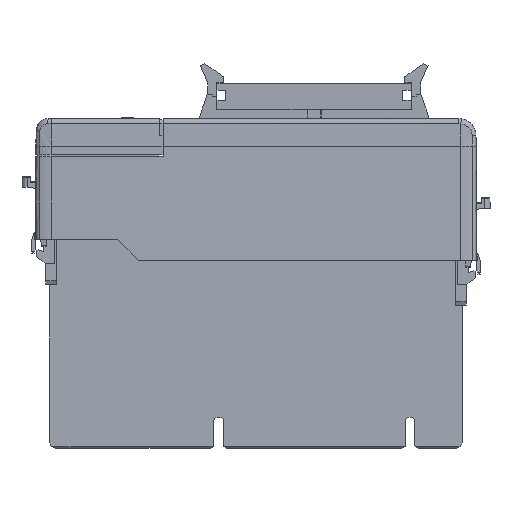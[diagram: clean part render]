
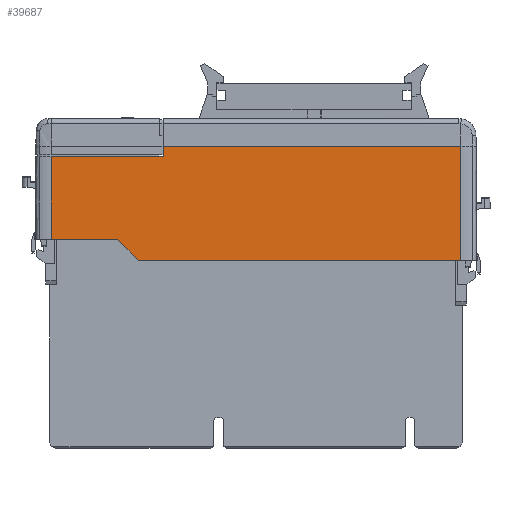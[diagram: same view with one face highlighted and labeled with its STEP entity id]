
A CAD part, left-side view. The second image highlights one B-rep face of the part: STEP entity #39687.
In plain terms, the highlighted planar face has unit normal (-1, 0, 0.009).
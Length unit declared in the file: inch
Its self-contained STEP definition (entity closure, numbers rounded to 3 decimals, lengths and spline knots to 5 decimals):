
#1995 = LINE ( 'NONE', #1996, #2316 ) ;
#1996 = CARTESIAN_POINT ( 'NONE',  ( 3.98844, 0., -4.69395 ) ) ;
#1997 = DIRECTION ( 'NONE',  ( 0., 1., 0. ) ) ;
#2316 = VECTOR ( 'NONE', #1997, 39.37008 ) ;
#4083 = CARTESIAN_POINT ( 'NONE',  ( 3.99053, 4.53994, -4.4538 ) ) ;
#4084 = CARTESIAN_POINT ( 'NONE',  ( 3.99053, 3.78174, -4.4538 ) ) ;
#4143 = CARTESIAN_POINT ( 'NONE',  ( 3.98844, 3.54158, -4.69395 ) ) ;
#4150 = CARTESIAN_POINT ( 'NONE',  ( 3.98844, -0.14835, -4.69395 ) ) ;
#5636 = VERTEX_POINT ( 'NONE', #4150 ) ;
#5638 = VERTEX_POINT ( 'NONE', #4143 ) ;
#5672 = VERTEX_POINT ( 'NONE', #4084 ) ;
#5673 = VERTEX_POINT ( 'NONE', #4083 ) ;
#19440 = EDGE_CURVE ( 'NONE', #35571, #35570, #40215, .T. ) ;
#19518 = EDGE_CURVE ( 'NONE', #35531, #35530, #40374, .T. ) ;
#19564 = EDGE_CURVE ( 'NONE', #35530, #35571, #40574, .T. ) ;
#19566 = EDGE_CURVE ( 'NONE', #35531, #5673, #40579, .T. ) ;
#19568 = EDGE_CURVE ( 'NONE', #35570, #5636, #40584, .T. ) ;
#20443 = EDGE_CURVE ( 'NONE', #5673, #5672, #23773, .T. ) ;
#20500 = EDGE_CURVE ( 'NONE', #5672, #5638, #23865, .T. ) ;
#23773 = LINE ( 'NONE', #23775, #32249 ) ;
#23775 = CARTESIAN_POINT ( 'NONE',  ( 3.99053, -0.14835, -4.4538 ) ) ;
#23776 = DIRECTION ( 'NONE',  ( 0., -1., 0. ) ) ;
#23865 = LINE ( 'NONE', #23867, #32255 ) ;
#23867 = CARTESIAN_POINT ( 'NONE',  ( 3.97234, 1.69669, -6.53885 ) ) ;
#23868 = DIRECTION ( 'NONE',  ( -0.006, -0.707, -0.707 ) ) ;
#32249 = VECTOR ( 'NONE', #23776, 39.37008 ) ;
#32255 = VECTOR ( 'NONE', #23868, 39.37008 ) ;
#32477 = EDGE_CURVE ( 'NONE', #5636, #5638, #1995, .T. ) ;
#35530 = VERTEX_POINT ( 'NONE', #52833 ) ;
#35531 = VERTEX_POINT ( 'NONE', #52834 ) ;
#35570 = VERTEX_POINT ( 'NONE', #52872 ) ;
#35571 = VERTEX_POINT ( 'NONE', #52873 ) ;
#39687 = ADVANCED_FACE ( 'NONE', ( #46792 ), #47048, .T. ) ;
#40215 = LINE ( 'NONE', #40216, #72538 ) ;
#40216 = CARTESIAN_POINT ( 'NONE',  ( 3.99986, -0.14835, -3.38572 ) ) ;
#40217 = DIRECTION ( 'NONE',  ( 0., -1., 0. ) ) ;
#40374 = LINE ( 'NONE', #40375, #72622 ) ;
#40375 = CARTESIAN_POINT ( 'NONE',  ( 3.99882, -0.14835, -3.50384 ) ) ;
#40376 = DIRECTION ( 'NONE',  ( 0., -1., 0. ) ) ;
#40574 = LINE ( 'NONE', #40575, #72664 ) ;
#40575 = CARTESIAN_POINT ( 'NONE',  ( 4.00182, 3.25471, -3.1604 ) ) ;
#40576 = DIRECTION ( 'NONE',  ( 0.009, -0.009, 1. ) ) ;
#40579 = LINE ( 'NONE', #40580, #72681 ) ;
#40580 = CARTESIAN_POINT ( 'NONE',  ( 3.98847, 4.53994, -4.68983 ) ) ;
#40582 = DIRECTION ( 'NONE',  ( -0.009, 0., -1. ) ) ;
#40584 = LINE ( 'NONE', #40586, #72372 ) ;
#40586 = CARTESIAN_POINT ( 'NONE',  ( 3.98847, -0.14835, -4.68983 ) ) ;
#40587 = DIRECTION ( 'NONE',  ( -0.009, 0., -1. ) ) ;
#43467 = ORIENTED_EDGE ( 'NONE', *, *, #19568, .F. ) ;
#43468 = ORIENTED_EDGE ( 'NONE', *, *, #20500, .T. ) ;
#43469 = ORIENTED_EDGE ( 'NONE', *, *, #20443, .T. ) ;
#43470 = ORIENTED_EDGE ( 'NONE', *, *, #32477, .F. ) ;
#43471 = ORIENTED_EDGE ( 'NONE', *, *, #19566, .T. ) ;
#43472 = ORIENTED_EDGE ( 'NONE', *, *, #19564, .F. ) ;
#43473 = ORIENTED_EDGE ( 'NONE', *, *, #19440, .F. ) ;
#43474 = ORIENTED_EDGE ( 'NONE', *, *, #19518, .F. ) ;
#46792 = FACE_OUTER_BOUND ( 'NONE', #60579, .T. ) ;
#46799 = AXIS2_PLACEMENT_3D ( 'NONE', #47049, #47050, #47051 ) ;
#47048 = PLANE ( 'NONE',  #46799 ) ;
#47049 = CARTESIAN_POINT ( 'NONE',  ( 3.98844, -0.14835, -4.69395 ) ) ;
#47050 = DIRECTION ( 'NONE',  ( -1., 0., 0.009 ) ) ;
#47051 = DIRECTION ( 'NONE',  ( 0.009, 0., 1. ) ) ;
#52833 = CARTESIAN_POINT ( 'NONE',  ( 3.99882, 3.2577, -3.50384 ) ) ;
#52834 = CARTESIAN_POINT ( 'NONE',  ( 3.99882, 4.53994, -3.50384 ) ) ;
#52872 = CARTESIAN_POINT ( 'NONE',  ( 3.99986, -0.14835, -3.38572 ) ) ;
#52873 = CARTESIAN_POINT ( 'NONE',  ( 3.99986, 3.25667, -3.38572 ) ) ;
#60579 = EDGE_LOOP ( 'NONE', ( #43473, #43472, #43474, #43471, #43469, #43468, #43470, #43467 ) ) ;
#72372 = VECTOR ( 'NONE', #40587, 39.37008 ) ;
#72538 = VECTOR ( 'NONE', #40217, 39.37008 ) ;
#72622 = VECTOR ( 'NONE', #40376, 39.37008 ) ;
#72664 = VECTOR ( 'NONE', #40576, 39.37008 ) ;
#72681 = VECTOR ( 'NONE', #40582, 39.37008 ) ;
